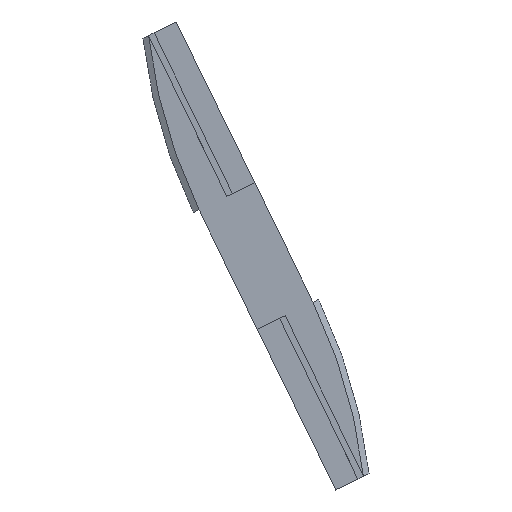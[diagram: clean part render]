
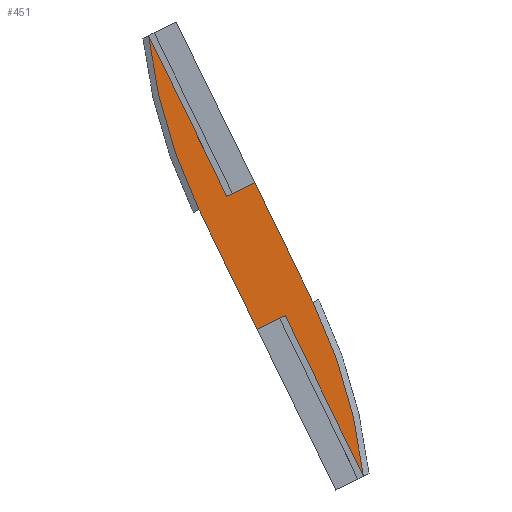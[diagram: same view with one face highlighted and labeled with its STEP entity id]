
A CAD part, top view. The second image highlights one B-rep face of the part: STEP entity #451.
In plain terms, the highlighted planar face has unit normal (0, 0, 1).
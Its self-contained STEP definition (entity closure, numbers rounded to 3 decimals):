
#4 = CARTESIAN_POINT ( 'NONE',  ( 154.984, -89.862, 737. ) ) ;
#22 = ORIENTED_EDGE ( 'NONE', *, *, #1070, .F. ) ;
#26 = EDGE_CURVE ( 'NONE', #242, #358, #754, .T. ) ;
#30 = CARTESIAN_POINT ( 'NONE',  ( 208.913, -200.738, 737. ) ) ;
#31 = DIRECTION ( 'NONE',  ( -0.438, 0.899, 0. ) ) ;
#38 = ORIENTED_EDGE ( 'NONE', *, *, #321, .T. ) ;
#44 = CARTESIAN_POINT ( 'NONE',  ( 156.23, -160.85, 737. ) ) ;
#64 = DIRECTION ( 'NONE',  ( -0.438, 0.899, 0. ) ) ;
#67 = CARTESIAN_POINT ( 'NONE',  ( 23.973, 110.316, 737. ) ) ;
#74 = CARTESIAN_POINT ( 'NONE',  ( 156.23, -160.85, 737. ) ) ;
#86 = ORIENTED_EDGE ( 'NONE', *, *, #710, .F. ) ;
#112 = CARTESIAN_POINT ( 'NONE',  ( 23.973, 110.316, 737. ) ) ;
#140 = EDGE_CURVE ( 'NONE', #832, #422, #907, .T. ) ;
#144 = CARTESIAN_POINT ( 'NONE',  ( 129.266, -174.002, 737. ) ) ;
#148 = VECTOR ( 'NONE', #330, 1000. ) ;
#170 = CARTESIAN_POINT ( 'NONE',  ( -285.24, -374.864, 737. ) ) ;
#214 = DIRECTION ( 'NONE',  ( -0.899, -0.438, 0. ) ) ;
#218 = EDGE_CURVE ( 'NONE', #766, #269, #404, .T. ) ;
#238 = FACE_OUTER_BOUND ( 'NONE', #461, .T. ) ;
#242 = VERTEX_POINT ( 'NONE', #948 ) ;
#258 = PLANE ( 'NONE',  #872 ) ;
#265 = CARTESIAN_POINT ( 'NONE',  ( 126.775, -32.024, 737. ) ) ;
#269 = VERTEX_POINT ( 'NONE', #701 ) ;
#279 = DIRECTION ( 'NONE',  ( 0.438, -0.899, 0. ) ) ;
#293 = CARTESIAN_POINT ( 'NONE',  ( 30.6, 51.738, 737. ) ) ;
#321 = EDGE_CURVE ( 'NONE', #832, #1109, #926, .T. ) ;
#330 = DIRECTION ( 'NONE',  ( 0.899, 0.438, 0. ) ) ;
#342 = VERTEX_POINT ( 'NONE', #265 ) ;
#347 = CARTESIAN_POINT ( 'NONE',  ( 541.281, 168.838, 737. ) ) ;
#358 = VERTEX_POINT ( 'NONE', #618 ) ;
#385 = CARTESIAN_POINT ( 'NONE',  ( 99.811, -45.175, 737. ) ) ;
#404 = LINE ( 'NONE', #838, #1082 ) ;
#422 = VERTEX_POINT ( 'NONE', #385 ) ;
#429 = CIRCLE ( 'NONE', #1096, 520.608 ) ;
#451 = ADVANCED_FACE ( 'NONE', ( #238 ), #258, .F. ) ;
#461 = EDGE_LOOP ( 'NONE', ( #808, #567, #38, #22, #922, #86, #981, #848, #580, #492 ) ) ;
#466 = VERTEX_POINT ( 'NONE', #74 ) ;
#480 = CARTESIAN_POINT ( 'NONE',  ( 183.192, -147.7, 737. ) ) ;
#492 = ORIENTED_EDGE ( 'NONE', *, *, #902, .F. ) ;
#493 = CARTESIAN_POINT ( 'NONE',  ( 182.679, -146.644, 737. ) ) ;
#500 = B_SPLINE_CURVE_WITH_KNOTS ( 'NONE', 3,
 ( #1026, #876, #1047, #702 ),
 .UNSPECIFIED., .F., .F.,
 ( 4, 4 ),
 ( 0., 0.007 ),
 .UNSPECIFIED. ) ;
#505 = EDGE_CURVE ( 'NONE', #422, #342, #747, .T. ) ;
#533 = CARTESIAN_POINT ( 'NONE',  ( 47.128, -5.288, 737. ) ) ;
#542 = DIRECTION ( 'NONE',  ( 0.438, -0.899, 0. ) ) ;
#546 = CARTESIAN_POINT ( 'NONE',  ( 232.068, -316.342, 737. ) ) ;
#550 = EDGE_CURVE ( 'NONE', #745, #358, #429, .T. ) ;
#567 = ORIENTED_EDGE ( 'NONE', *, *, #140, .F. ) ;
#576 = VECTOR ( 'NONE', #214, 1000. ) ;
#580 = ORIENTED_EDGE ( 'NONE', *, *, #550, .F. ) ;
#607 = DIRECTION ( 'NONE',  ( 0., 0., -1. ) ) ;
#617 = DIRECTION ( 'NONE',  ( 0., 0., -1. ) ) ;
#618 = CARTESIAN_POINT ( 'NONE',  ( 183.192, -147.7, 737. ) ) ;
#689 = CARTESIAN_POINT ( 'NONE',  ( 72.848, -58.326, 737. ) ) ;
#701 = CARTESIAN_POINT ( 'NONE',  ( 73.362, -59.381, 737. ) ) ;
#702 = CARTESIAN_POINT ( 'NONE',  ( 72.848, -58.326, 737. ) ) ;
#710 = EDGE_CURVE ( 'NONE', #466, #766, #990, .T. ) ;
#716 = DIRECTION ( 'NONE',  ( 0.438, -0.899, 0. ) ) ;
#745 = VERTEX_POINT ( 'NONE', #493 ) ;
#747 = LINE ( 'NONE', #1101, #148 ) ;
#754 = B_SPLINE_CURVE_WITH_KNOTS ( 'NONE', 3,
 ( #819, #810, #30, #480 ),
 .UNSPECIFIED., .F., .F.,
 ( 4, 4 ),
 ( 0., 1. ),
 .UNSPECIFIED. ) ;
#766 = VERTEX_POINT ( 'NONE', #144 ) ;
#808 = ORIENTED_EDGE ( 'NONE', *, *, #505, .F. ) ;
#810 = CARTESIAN_POINT ( 'NONE',  ( 225.441, -257.764, 737. ) ) ;
#819 = CARTESIAN_POINT ( 'NONE',  ( 232.068, -316.342, 737. ) ) ;
#832 = VERTEX_POINT ( 'NONE', #67 ) ;
#838 = CARTESIAN_POINT ( 'NONE',  ( 101.057, -116.164, 737. ) ) ;
#848 = ORIENTED_EDGE ( 'NONE', *, *, #26, .T. ) ;
#872 = AXIS2_PLACEMENT_3D ( 'NONE', #347, #607, #947 ) ;
#876 = CARTESIAN_POINT ( 'NONE',  ( 73.19, -59.03, 737. ) ) ;
#878 = LINE ( 'NONE', #4, #911 ) ;
#902 = EDGE_CURVE ( 'NONE', #342, #745, #878, .T. ) ;
#907 = LINE ( 'NONE', #986, #1115 ) ;
#911 = VECTOR ( 'NONE', #542, 1000. ) ;
#922 = ORIENTED_EDGE ( 'NONE', *, *, #218, .F. ) ;
#926 = B_SPLINE_CURVE_WITH_KNOTS ( 'NONE', 3,
 ( #112, #293, #533, #689 ),
 .UNSPECIFIED., .F., .F.,
 ( 4, 4 ),
 ( 0., 1. ),
 .UNSPECIFIED. ) ;
#947 = DIRECTION ( 'NONE',  ( 0.438, -0.899, 0. ) ) ;
#948 = CARTESIAN_POINT ( 'NONE',  ( 232.068, -316.342, 737. ) ) ;
#978 = CARTESIAN_POINT ( 'NONE',  ( 72.848, -58.326, 737. ) ) ;
#981 = ORIENTED_EDGE ( 'NONE', *, *, #984, .F. ) ;
#984 = EDGE_CURVE ( 'NONE', #242, #466, #1081, .T. ) ;
#986 = CARTESIAN_POINT ( 'NONE',  ( 23.973, 110.316, 737. ) ) ;
#990 = LINE ( 'NONE', #44, #576 ) ;
#1026 = CARTESIAN_POINT ( 'NONE',  ( 73.362, -59.381, 737. ) ) ;
#1047 = CARTESIAN_POINT ( 'NONE',  ( 73.019, -58.678, 737. ) ) ;
#1070 = EDGE_CURVE ( 'NONE', #269, #1109, #500, .T. ) ;
#1081 = LINE ( 'NONE', #546, #1094 ) ;
#1082 = VECTOR ( 'NONE', #64, 1000. ) ;
#1094 = VECTOR ( 'NONE', #31, 1000. ) ;
#1096 = AXIS2_PLACEMENT_3D ( 'NONE', #170, #617, #279 ) ;
#1101 = CARTESIAN_POINT ( 'NONE',  ( 99.811, -45.175, 737. ) ) ;
#1109 = VERTEX_POINT ( 'NONE', #978 ) ;
#1115 = VECTOR ( 'NONE', #716, 1000. ) ;
